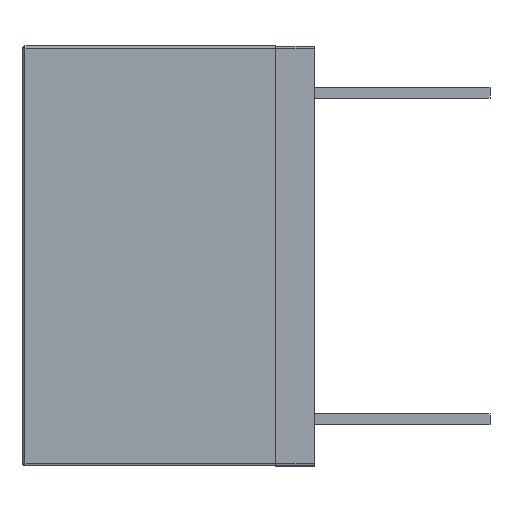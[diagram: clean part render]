
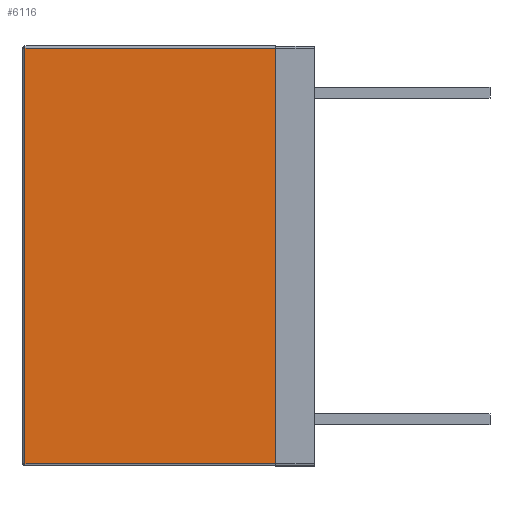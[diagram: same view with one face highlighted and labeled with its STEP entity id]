
A CAD part, left-side view. The second image highlights one B-rep face of the part: STEP entity #6116.
In plain terms, the highlighted planar face has unit normal (-1, 0, 0).
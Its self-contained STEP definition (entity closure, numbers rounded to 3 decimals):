
#338 = CARTESIAN_POINT ( 'NONE',  ( 0., 6.75, -0.05 ) ) ;
#775 = DIRECTION ( 'NONE',  ( 0., 0., -1. ) ) ;
#1060 = CARTESIAN_POINT ( 'NONE',  ( 0., 0.9, -9.75 ) ) ;
#1670 = EDGE_LOOP ( 'NONE', ( #24771, #7817, #9023, #17600 ) ) ;
#3445 = VERTEX_POINT ( 'NONE', #9736 ) ;
#4762 = EDGE_CURVE ( 'NONE', #20399, #6018, #26717, .T. ) ;
#5686 = VECTOR ( 'NONE', #11270, 1000. ) ;
#5690 = CARTESIAN_POINT ( 'NONE',  ( 0., 6.75, -9.75 ) ) ;
#6018 = VERTEX_POINT ( 'NONE', #5690 ) ;
#6054 = FACE_OUTER_BOUND ( 'NONE', #1670, .T. ) ;
#6116 = ADVANCED_FACE ( 'NONE', ( #6054 ), #24737, .F. ) ;
#6130 = VERTEX_POINT ( 'NONE', #16604 ) ;
#6251 = DIRECTION ( 'NONE',  ( 1., 0., 0. ) ) ;
#7817 = ORIENTED_EDGE ( 'NONE', *, *, #13309, .T. ) ;
#9023 = ORIENTED_EDGE ( 'NONE', *, *, #4762, .T. ) ;
#9030 = CARTESIAN_POINT ( 'NONE',  ( 0., 0.9, -0.05 ) ) ;
#9384 = CARTESIAN_POINT ( 'NONE',  ( 0., 0.9, -9.8 ) ) ;
#9440 = VECTOR ( 'NONE', #15418, 1000. ) ;
#9736 = CARTESIAN_POINT ( 'NONE',  ( 0., 0.9, -0.05 ) ) ;
#10619 = LINE ( 'NONE', #9030, #13556 ) ;
#11239 = EDGE_CURVE ( 'NONE', #3445, #6130, #21464, .T. ) ;
#11270 = DIRECTION ( 'NONE',  ( 0., 0., -1. ) ) ;
#13078 = CARTESIAN_POINT ( 'NONE',  ( 0., 6.75, -9.8 ) ) ;
#13309 = EDGE_CURVE ( 'NONE', #3445, #20399, #10619, .T. ) ;
#13556 = VECTOR ( 'NONE', #23830, 1000. ) ;
#15418 = DIRECTION ( 'NONE',  ( 0., -1., 0. ) ) ;
#15702 = VECTOR ( 'NONE', #775, 1000. ) ;
#16604 = CARTESIAN_POINT ( 'NONE',  ( 0., 0.9, -9.75 ) ) ;
#17600 = ORIENTED_EDGE ( 'NONE', *, *, #23955, .T. ) ;
#18584 = CARTESIAN_POINT ( 'NONE',  ( 0., 0.9, -9.8 ) ) ;
#20399 = VERTEX_POINT ( 'NONE', #338 ) ;
#20693 = DIRECTION ( 'NONE',  ( 0., 0., 1. ) ) ;
#21464 = LINE ( 'NONE', #9384, #5686 ) ;
#23830 = DIRECTION ( 'NONE',  ( 0., 1., 0. ) ) ;
#23955 = EDGE_CURVE ( 'NONE', #6018, #6130, #25266, .T. ) ;
#24269 = AXIS2_PLACEMENT_3D ( 'NONE', #18584, #6251, #20693 ) ;
#24737 = PLANE ( 'NONE',  #24269 ) ;
#24771 = ORIENTED_EDGE ( 'NONE', *, *, #11239, .F. ) ;
#25266 = LINE ( 'NONE', #1060, #9440 ) ;
#26717 = LINE ( 'NONE', #13078, #15702 ) ;
